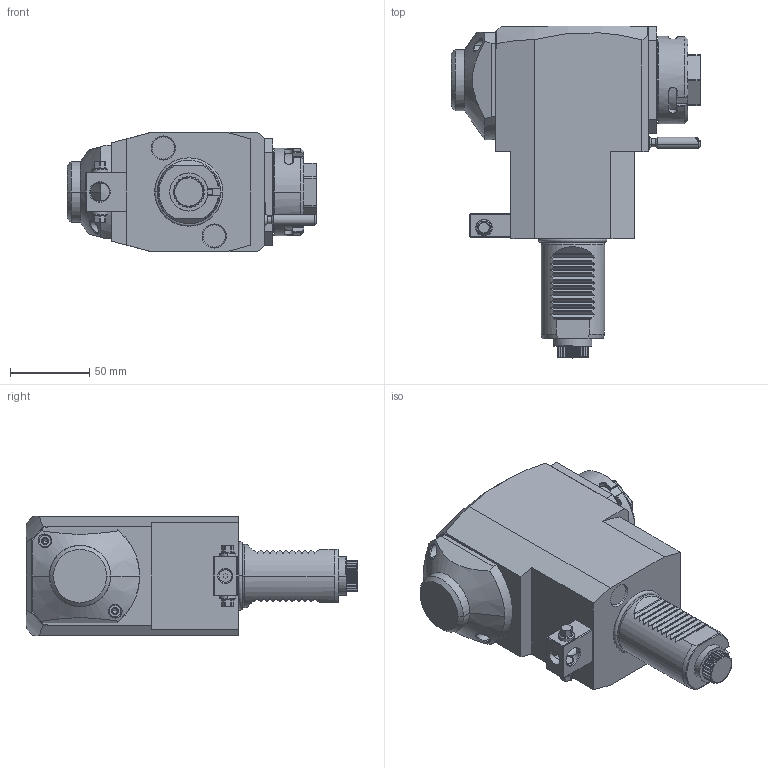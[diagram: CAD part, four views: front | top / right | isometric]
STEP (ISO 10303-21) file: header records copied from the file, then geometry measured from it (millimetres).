
FILE_DESCRIPTION((''),'2;1');
FILE_NAME('NGT1_40_235_32_3_3_100T','2024-10-22T',('vali'),('NOVA GRUP'),'PRO/ENGINEER BY PARAMETRIC TECHNOLOGY CORPORATION, 2010280','PRO/ENGINEER BY PARAMETRIC TECHNOLOGY CORPORATION, 2010280','');
FILE_SCHEMA(('CONFIG_CONTROL_DESIGN'));
Length unit declared in the file: millimetre
Products named in the file (1): NGT1_40_235_32_3_3_100T
Bounding box: 157 x 209 x 75 mm (x, y, z)
Volume: 1085879.2 mm3; surface area: 79688.3 mm2
Topology: 1 solids, 1 shells, 540 faces, 1505 edges, 986 vertices
Faces by surface type: plane 232, cylinder 196, cone 93, bspline 12, torus 5, sphere 2
Entity records: 22926 total; most frequent: CARTESIAN_POINT 9618, ORIENTED_EDGE 3002, DIRECTION 2468, EDGE_CURVE 1501, VERTEX_POINT 986, AXIS2_PLACEMENT_3D 878, VECTOR 712, LINE 712
